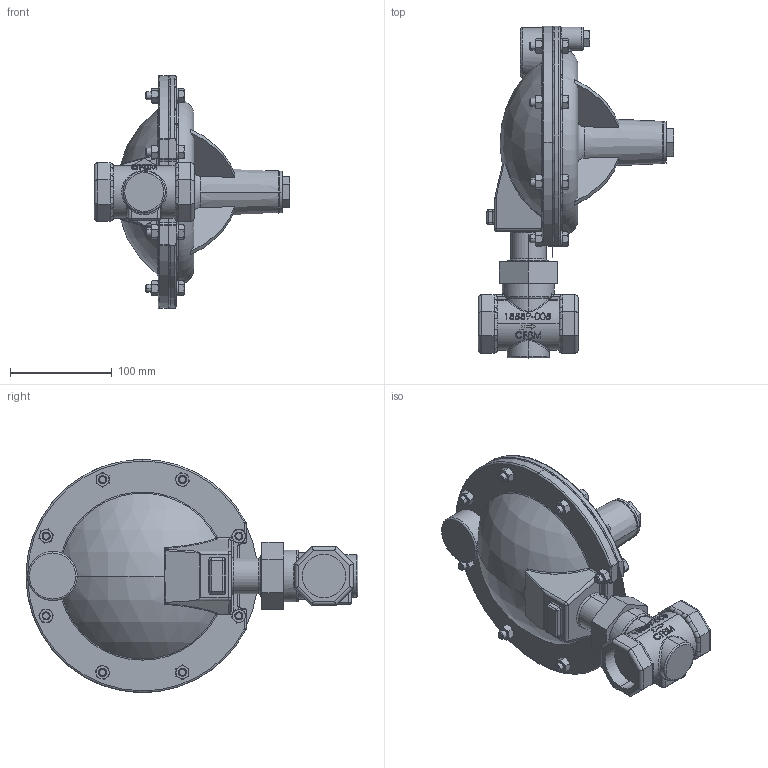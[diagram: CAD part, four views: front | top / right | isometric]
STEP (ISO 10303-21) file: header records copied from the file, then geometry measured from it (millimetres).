
FILE_DESCRIPTION (( 'STEP AP203' ), '1' );
FILE_NAME ('608IS-125-CS+S6-SW.STEP', '2017-09-07T16:06:45', ( '' ), ( '' ), 'SwSTEP 2.0', 'SolidWorks 2014', '' );
FILE_SCHEMA (( 'CONFIG_CONTROL_DESIGN' ));
Length unit declared in the file: inch
Products named in the file (1): 608IS-125-CS+S6-SW
Bounding box: 191.99 x 325.78 x 228.6 mm (x, y, z)
Volume: 2257210.3 mm3; surface area: 183070.6 mm2
Topology: 1 solids, 1 shells, 920 faces, 2250 edges, 1361 vertices
Faces by surface type: plane 331, cylinder 211, cone 168, bspline 134, torus 56, sphere 20
Entity records: 49401 total; most frequent: CARTESIAN_POINT 29175, ORIENTED_EDGE 4466, DIRECTION 3811, EDGE_CURVE 2233, AXIS2_PLACEMENT_3D 1479, VERTEX_POINT 1361, EDGE_LOOP 982, FACE_OUTER_BOUND 920
